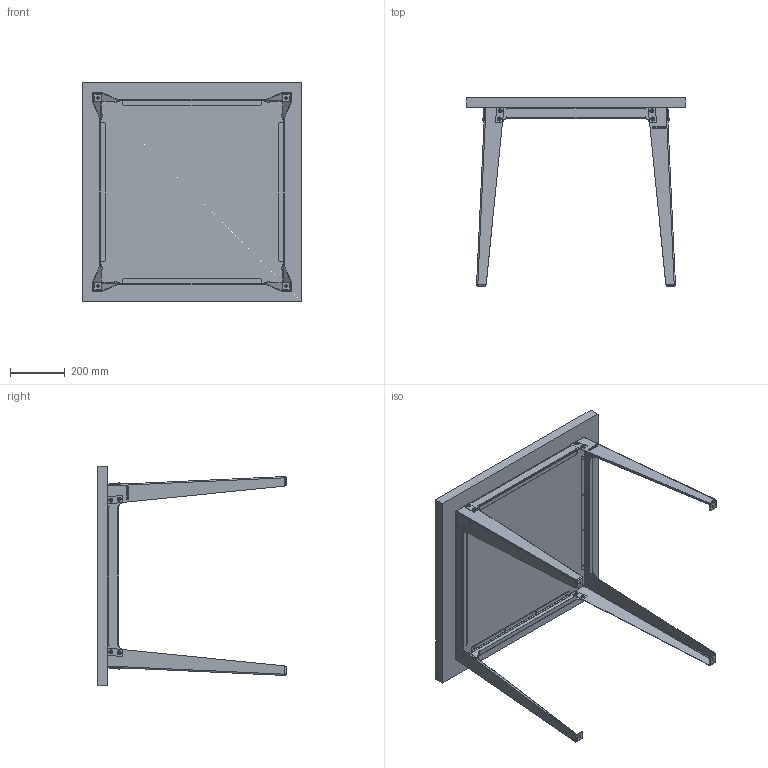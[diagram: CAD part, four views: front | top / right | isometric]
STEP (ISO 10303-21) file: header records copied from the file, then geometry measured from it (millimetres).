
FILE_DESCRIPTION (( 'STEP AP214' ), '1' );
FILE_NAME ('Mesa-18.STEP', '2024-07-04T16:33:28', ( '' ), ( '' ), 'SwSTEP 2.0', 'SolidWorks 2017', '' );
FILE_SCHEMA (( 'AUTOMOTIVE_DESIGN' ));
Length unit declared in the file: millimetre
Products named in the file (5): round head bolt_ai_RHBOLT 0.25-20x.375x.375-N; Largero; Cubierta; Pata; Mesa-18
Assembly tree (25 placements, depth 2):
  Mesa-18
    Largero  x4
    Pata  x4
    Cubierta
    round head bolt_ai_RHBOLT 0.25-20x.375x.375-N  x16
Bounding box: 800 x 685.96 x 800 mm (x, y, z)
Volume: 23872500.9 mm3; surface area: 2297988 mm2
Topology: 25 solids, 25 shells, 1142 faces, 3052 edges, 1976 vertices
Faces by surface type: bspline 396, plane 358, cylinder 324, torus 32, sphere 32
Entity records: 9252 total; most frequent: CARTESIAN_POINT 2816, ORIENTED_EDGE 1424, DIRECTION 1034, EDGE_CURVE 712, VERTEX_POINT 461, LINE 372, VECTOR 372, AXIS2_PLACEMENT_3D 331
